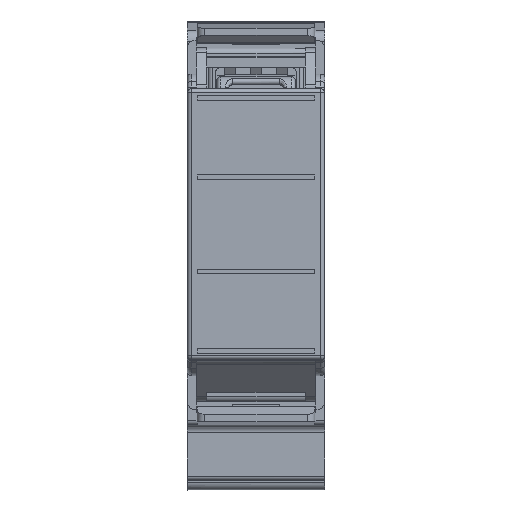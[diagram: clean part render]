
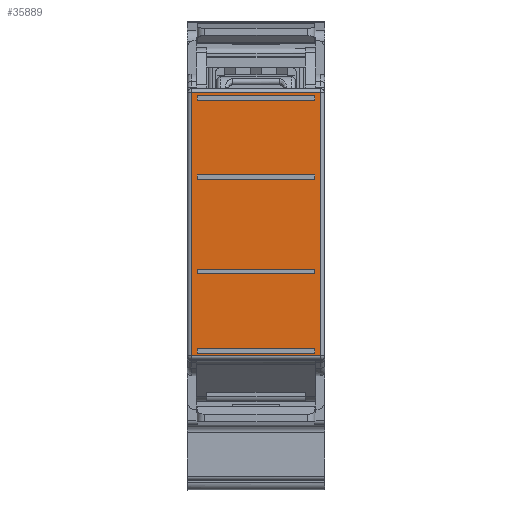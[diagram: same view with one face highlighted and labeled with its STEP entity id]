
A CAD part, top view. The second image highlights one B-rep face of the part: STEP entity #35889.
In plain terms, the highlighted planar face has unit normal (0, 0, 1).
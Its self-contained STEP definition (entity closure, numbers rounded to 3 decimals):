
#35733=AXIS2_PLACEMENT_3D('Plane Axis2P3D',#35730,#35731,#35732) ;
#33835=CARTESIAN_POINT('Vertex',(0.5,50.45,66.85)) ;
#33838=CARTESIAN_POINT('Line Origine',(17.5,50.45,66.85)) ;
#33842=CARTESIAN_POINT('Vertex',(17.,50.45,66.85)) ;
#35085=CARTESIAN_POINT('Line Origine',(17.,50.95,66.85)) ;
#35089=CARTESIAN_POINT('Vertex',(17.,16.95,66.85)) ;
#35730=CARTESIAN_POINT('Axis2P3D Location',(17.5,50.95,66.85)) ;
#35735=CARTESIAN_POINT('Line Origine',(0.5,33.7,66.85)) ;
#35739=CARTESIAN_POINT('Vertex',(0.5,16.95,66.85)) ;
#35742=CARTESIAN_POINT('Line Origine',(8.75,16.95,66.85)) ;
#35753=CARTESIAN_POINT('Line Origine',(8.75,17.3,66.85)) ;
#35757=CARTESIAN_POINT('Vertex',(1.25,17.3,66.85)) ;
#35759=CARTESIAN_POINT('Vertex',(16.25,17.3,66.85)) ;
#35762=CARTESIAN_POINT('Line Origine',(1.25,17.6,66.85)) ;
#35766=CARTESIAN_POINT('Vertex',(1.25,17.9,66.85)) ;
#35769=CARTESIAN_POINT('Line Origine',(8.75,17.9,66.85)) ;
#35773=CARTESIAN_POINT('Vertex',(16.25,17.9,66.85)) ;
#35776=CARTESIAN_POINT('Line Origine',(16.25,17.6,66.85)) ;
#35787=CARTESIAN_POINT('Line Origine',(8.75,28.,66.85)) ;
#35791=CARTESIAN_POINT('Vertex',(16.25,28.,66.85)) ;
#35793=CARTESIAN_POINT('Vertex',(1.25,28.,66.85)) ;
#35796=CARTESIAN_POINT('Line Origine',(16.25,27.7,66.85)) ;
#35800=CARTESIAN_POINT('Vertex',(16.25,27.4,66.85)) ;
#35803=CARTESIAN_POINT('Line Origine',(8.75,27.4,66.85)) ;
#35807=CARTESIAN_POINT('Vertex',(1.25,27.4,66.85)) ;
#35810=CARTESIAN_POINT('Line Origine',(1.25,27.7,66.85)) ;
#35821=CARTESIAN_POINT('Line Origine',(8.75,39.4,66.85)) ;
#35825=CARTESIAN_POINT('Vertex',(1.25,39.4,66.85)) ;
#35827=CARTESIAN_POINT('Vertex',(16.25,39.4,66.85)) ;
#35830=CARTESIAN_POINT('Line Origine',(1.25,39.7,66.85)) ;
#35834=CARTESIAN_POINT('Vertex',(1.25,40.,66.85)) ;
#35837=CARTESIAN_POINT('Line Origine',(8.75,40.,66.85)) ;
#35841=CARTESIAN_POINT('Vertex',(16.25,40.,66.85)) ;
#35844=CARTESIAN_POINT('Line Origine',(16.25,39.7,66.85)) ;
#35855=CARTESIAN_POINT('Line Origine',(1.25,49.8,66.85)) ;
#35859=CARTESIAN_POINT('Vertex',(1.25,50.1,66.85)) ;
#35861=CARTESIAN_POINT('Vertex',(1.25,49.5,66.85)) ;
#35864=CARTESIAN_POINT('Line Origine',(8.75,50.1,66.85)) ;
#35868=CARTESIAN_POINT('Vertex',(16.25,50.1,66.85)) ;
#35871=CARTESIAN_POINT('Line Origine',(16.25,49.8,66.85)) ;
#35875=CARTESIAN_POINT('Vertex',(16.25,49.5,66.85)) ;
#35878=CARTESIAN_POINT('Line Origine',(8.75,49.5,66.85)) ;
#33839=DIRECTION('Vector Direction',(1.,0.,0.)) ;
#35086=DIRECTION('Vector Direction',(0.,-1.,0.)) ;
#35731=DIRECTION('Axis2P3D Direction',(0.,0.,1.)) ;
#35732=DIRECTION('Axis2P3D XDirection',(0.,1.,0.)) ;
#35736=DIRECTION('Vector Direction',(0.,-1.,0.)) ;
#35743=DIRECTION('Vector Direction',(1.,0.,0.)) ;
#35754=DIRECTION('Vector Direction',(1.,0.,0.)) ;
#35763=DIRECTION('Vector Direction',(0.,-1.,0.)) ;
#35770=DIRECTION('Vector Direction',(-1.,0.,0.)) ;
#35777=DIRECTION('Vector Direction',(0.,1.,0.)) ;
#35788=DIRECTION('Vector Direction',(-1.,0.,0.)) ;
#35797=DIRECTION('Vector Direction',(0.,1.,0.)) ;
#35804=DIRECTION('Vector Direction',(1.,0.,0.)) ;
#35811=DIRECTION('Vector Direction',(0.,-1.,0.)) ;
#35822=DIRECTION('Vector Direction',(1.,0.,0.)) ;
#35831=DIRECTION('Vector Direction',(0.,-1.,0.)) ;
#35838=DIRECTION('Vector Direction',(-1.,0.,0.)) ;
#35845=DIRECTION('Vector Direction',(0.,1.,0.)) ;
#35856=DIRECTION('Vector Direction',(0.,-1.,0.)) ;
#35865=DIRECTION('Vector Direction',(-1.,0.,0.)) ;
#35872=DIRECTION('Vector Direction',(0.,1.,0.)) ;
#35879=DIRECTION('Vector Direction',(1.,0.,0.)) ;
#33840=VECTOR('Line Direction',#33839,1.) ;
#35087=VECTOR('Line Direction',#35086,1.) ;
#35737=VECTOR('Line Direction',#35736,1.) ;
#35744=VECTOR('Line Direction',#35743,1.) ;
#35755=VECTOR('Line Direction',#35754,1.) ;
#35764=VECTOR('Line Direction',#35763,1.) ;
#35771=VECTOR('Line Direction',#35770,1.) ;
#35778=VECTOR('Line Direction',#35777,1.) ;
#35789=VECTOR('Line Direction',#35788,1.) ;
#35798=VECTOR('Line Direction',#35797,1.) ;
#35805=VECTOR('Line Direction',#35804,1.) ;
#35812=VECTOR('Line Direction',#35811,1.) ;
#35823=VECTOR('Line Direction',#35822,1.) ;
#35832=VECTOR('Line Direction',#35831,1.) ;
#35839=VECTOR('Line Direction',#35838,1.) ;
#35846=VECTOR('Line Direction',#35845,1.) ;
#35857=VECTOR('Line Direction',#35856,1.) ;
#35866=VECTOR('Line Direction',#35865,1.) ;
#35873=VECTOR('Line Direction',#35872,1.) ;
#35880=VECTOR('Line Direction',#35879,1.) ;
#35748=ORIENTED_EDGE('',*,*,#35741,.T.) ;
#35749=ORIENTED_EDGE('',*,*,#35746,.T.) ;
#35750=ORIENTED_EDGE('',*,*,#35091,.T.) ;
#35751=ORIENTED_EDGE('',*,*,#33844,.T.) ;
#35782=ORIENTED_EDGE('',*,*,#35761,.F.) ;
#35783=ORIENTED_EDGE('',*,*,#35768,.F.) ;
#35784=ORIENTED_EDGE('',*,*,#35775,.F.) ;
#35785=ORIENTED_EDGE('',*,*,#35780,.F.) ;
#35816=ORIENTED_EDGE('',*,*,#35795,.F.) ;
#35817=ORIENTED_EDGE('',*,*,#35802,.F.) ;
#35818=ORIENTED_EDGE('',*,*,#35809,.F.) ;
#35819=ORIENTED_EDGE('',*,*,#35814,.F.) ;
#35850=ORIENTED_EDGE('',*,*,#35829,.F.) ;
#35851=ORIENTED_EDGE('',*,*,#35836,.F.) ;
#35852=ORIENTED_EDGE('',*,*,#35843,.F.) ;
#35853=ORIENTED_EDGE('',*,*,#35848,.F.) ;
#35884=ORIENTED_EDGE('',*,*,#35863,.F.) ;
#35885=ORIENTED_EDGE('',*,*,#35870,.F.) ;
#35886=ORIENTED_EDGE('',*,*,#35877,.F.) ;
#35887=ORIENTED_EDGE('',*,*,#35882,.F.) ;
#35786=FACE_BOUND('',#35781,.T.) ;
#35820=FACE_BOUND('',#35815,.T.) ;
#35854=FACE_BOUND('',#35849,.T.) ;
#35888=FACE_BOUND('',#35883,.T.) ;
#35889=ADVANCED_FACE('Hauptk\X2\00F6\X0\rper',(#35752,#35786,#35820,#35854,#35888),#35734,.T.) ;
#33844=EDGE_CURVE('',#33843,#33836,#33841,.F.) ;
#35091=EDGE_CURVE('',#35090,#33843,#35088,.F.) ;
#35741=EDGE_CURVE('',#33836,#35740,#35738,.T.) ;
#35746=EDGE_CURVE('',#35740,#35090,#35745,.T.) ;
#35761=EDGE_CURVE('',#35758,#35760,#35756,.T.) ;
#35768=EDGE_CURVE('',#35767,#35758,#35765,.T.) ;
#35775=EDGE_CURVE('',#35774,#35767,#35772,.T.) ;
#35780=EDGE_CURVE('',#35760,#35774,#35779,.T.) ;
#35795=EDGE_CURVE('',#35792,#35794,#35790,.T.) ;
#35802=EDGE_CURVE('',#35801,#35792,#35799,.T.) ;
#35809=EDGE_CURVE('',#35808,#35801,#35806,.T.) ;
#35814=EDGE_CURVE('',#35794,#35808,#35813,.T.) ;
#35829=EDGE_CURVE('',#35826,#35828,#35824,.T.) ;
#35836=EDGE_CURVE('',#35835,#35826,#35833,.T.) ;
#35843=EDGE_CURVE('',#35842,#35835,#35840,.T.) ;
#35848=EDGE_CURVE('',#35828,#35842,#35847,.T.) ;
#35863=EDGE_CURVE('',#35860,#35862,#35858,.T.) ;
#35870=EDGE_CURVE('',#35869,#35860,#35867,.T.) ;
#35877=EDGE_CURVE('',#35876,#35869,#35874,.T.) ;
#35882=EDGE_CURVE('',#35862,#35876,#35881,.T.) ;
#35747=EDGE_LOOP('',(#35748,#35749,#35750,#35751)) ;
#35781=EDGE_LOOP('',(#35782,#35783,#35784,#35785)) ;
#35815=EDGE_LOOP('',(#35816,#35817,#35818,#35819)) ;
#35849=EDGE_LOOP('',(#35850,#35851,#35852,#35853)) ;
#35883=EDGE_LOOP('',(#35884,#35885,#35886,#35887)) ;
#35752=FACE_OUTER_BOUND('',#35747,.T.) ;
#33841=LINE('Line',#33838,#33840) ;
#35088=LINE('Line',#35085,#35087) ;
#35738=LINE('Line',#35735,#35737) ;
#35745=LINE('Line',#35742,#35744) ;
#35756=LINE('Line',#35753,#35755) ;
#35765=LINE('Line',#35762,#35764) ;
#35772=LINE('Line',#35769,#35771) ;
#35779=LINE('Line',#35776,#35778) ;
#35790=LINE('Line',#35787,#35789) ;
#35799=LINE('Line',#35796,#35798) ;
#35806=LINE('Line',#35803,#35805) ;
#35813=LINE('Line',#35810,#35812) ;
#35824=LINE('Line',#35821,#35823) ;
#35833=LINE('Line',#35830,#35832) ;
#35840=LINE('Line',#35837,#35839) ;
#35847=LINE('Line',#35844,#35846) ;
#35858=LINE('Line',#35855,#35857) ;
#35867=LINE('Line',#35864,#35866) ;
#35874=LINE('Line',#35871,#35873) ;
#35881=LINE('Line',#35878,#35880) ;
#35734=PLANE('',#35733) ;
#33836=VERTEX_POINT('',#33835) ;
#33843=VERTEX_POINT('',#33842) ;
#35090=VERTEX_POINT('',#35089) ;
#35740=VERTEX_POINT('',#35739) ;
#35758=VERTEX_POINT('',#35757) ;
#35760=VERTEX_POINT('',#35759) ;
#35767=VERTEX_POINT('',#35766) ;
#35774=VERTEX_POINT('',#35773) ;
#35792=VERTEX_POINT('',#35791) ;
#35794=VERTEX_POINT('',#35793) ;
#35801=VERTEX_POINT('',#35800) ;
#35808=VERTEX_POINT('',#35807) ;
#35826=VERTEX_POINT('',#35825) ;
#35828=VERTEX_POINT('',#35827) ;
#35835=VERTEX_POINT('',#35834) ;
#35842=VERTEX_POINT('',#35841) ;
#35860=VERTEX_POINT('',#35859) ;
#35862=VERTEX_POINT('',#35861) ;
#35869=VERTEX_POINT('',#35868) ;
#35876=VERTEX_POINT('',#35875) ;
